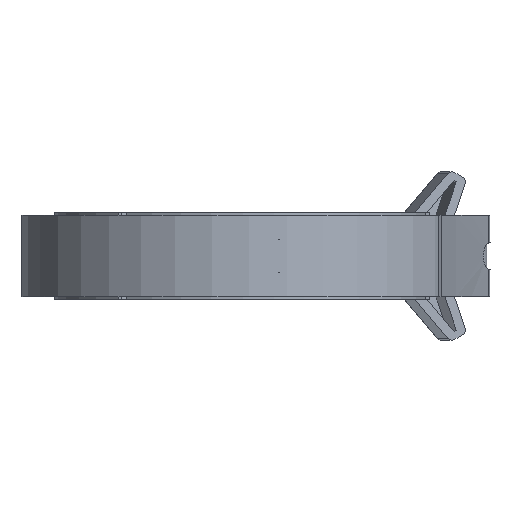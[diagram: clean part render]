
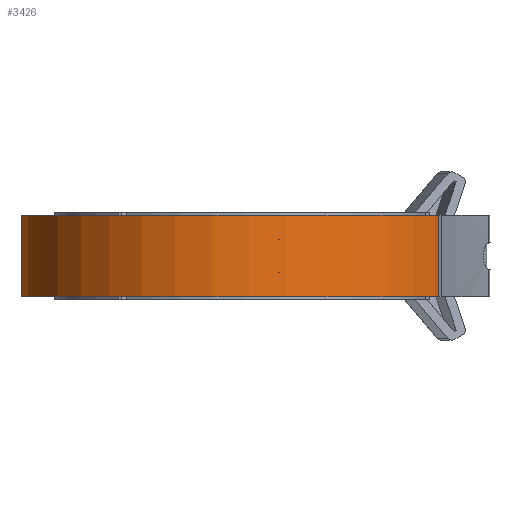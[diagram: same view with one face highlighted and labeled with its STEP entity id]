
A CAD part, left-side view. The second image highlights one B-rep face of the part: STEP entity #3426.
In plain terms, the highlighted cylindrical face has radius 60.071 mm (diameter 120.142 mm), a partial arc.
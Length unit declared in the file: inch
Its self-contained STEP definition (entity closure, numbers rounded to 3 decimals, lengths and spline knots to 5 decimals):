
#165=CYLINDRICAL_SURFACE('',#3692,2.365);
#246=FACE_OUTER_BOUND('',#447,.T.);
#447=EDGE_LOOP('',(#2301,#2302,#2303,#2304));
#659=LINE('',#5361,#871);
#669=LINE('',#5500,#881);
#871=VECTOR('',#4134,0.3937);
#881=VECTOR('',#4178,0.3937);
#1101=CIRCLE('',#3678,2.365);
#1108=CIRCLE('',#3686,2.365);
#1342=VERTEX_POINT('',#5358);
#1343=VERTEX_POINT('',#5360);
#1359=VERTEX_POINT('',#5497);
#1360=VERTEX_POINT('',#5499);
#1674=EDGE_CURVE('',#1342,#1343,#659,.T.);
#1697=EDGE_CURVE('',#1359,#1360,#669,.T.);
#1719=EDGE_CURVE('',#1343,#1360,#1101,.T.);
#1728=EDGE_CURVE('',#1359,#1342,#1108,.T.);
#2301=ORIENTED_EDGE('',*,*,#1719,.T.);
#2302=ORIENTED_EDGE('',*,*,#1697,.F.);
#2303=ORIENTED_EDGE('',*,*,#1728,.T.);
#2304=ORIENTED_EDGE('',*,*,#1674,.T.);
#3426=ADVANCED_FACE('',(#246),#165,.T.);
#3678=AXIS2_PLACEMENT_3D('',#5562,#4215,#4216);
#3686=AXIS2_PLACEMENT_3D('',#5576,#4233,#4234);
#3692=AXIS2_PLACEMENT_3D('',#5586,#4248,#4249);
#4134=DIRECTION('',(0.,0.,1.));
#4178=DIRECTION('',(0.,0.,1.));
#4215=DIRECTION('center_axis',(0.,0.,-1.));
#4216=DIRECTION('ref_axis',(0.467,-0.884,0.));
#4233=DIRECTION('center_axis',(0.,0.,1.));
#4234=DIRECTION('ref_axis',(0.467,-0.884,0.));
#4248=DIRECTION('center_axis',(0.,0.,1.));
#4249=DIRECTION('ref_axis',(0.467,-0.884,0.));
#5358=CARTESIAN_POINT('',(-0.80482,-2.22385,-0.4375));
#5360=CARTESIAN_POINT('',(-0.80482,-2.22385,0.4375));
#5361=CARTESIAN_POINT('',(-0.80482,-2.22385,0.));
#5497=CARTESIAN_POINT('',(1.10461,-2.09119,-0.4375));
#5499=CARTESIAN_POINT('',(1.10461,-2.09119,0.4375));
#5500=CARTESIAN_POINT('',(1.10461,-2.09119,0.));
#5562=CARTESIAN_POINT('Origin',(0.,0.,0.4375));
#5576=CARTESIAN_POINT('Origin',(0.,0.,-0.4375));
#5586=CARTESIAN_POINT('Origin',(0.,0.,0.));
